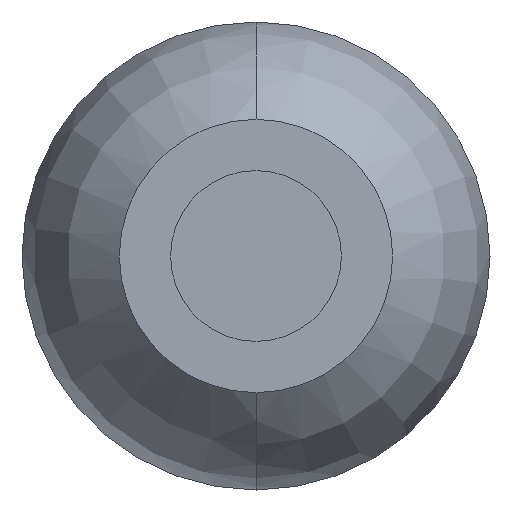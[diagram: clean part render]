
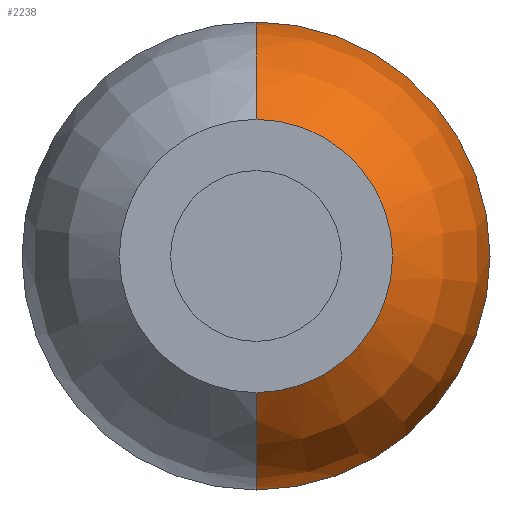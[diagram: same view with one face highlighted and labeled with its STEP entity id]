
A CAD part, front view. The second image highlights one B-rep face of the part: STEP entity #2238.
In plain terms, the highlighted toroidal (fillet/blend) face has major radius 0.035 mm and minor radius 0.65 mm.
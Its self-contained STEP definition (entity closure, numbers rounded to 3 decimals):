
#1 = EDGE_LOOP ( 'NONE', ( #711, #3503, #1096, #2887 ) ) ;
#34 = CARTESIAN_POINT ( 'NONE',  ( 0., -25.018, 0. ) ) ;
#106 = CIRCLE ( 'NONE', #734, 0.685 ) ;
#330 = AXIS2_PLACEMENT_3D ( 'NONE', #354, #2536, #998 ) ;
#354 = CARTESIAN_POINT ( 'NONE',  ( 0., -24.48, 0.035 ) ) ;
#393 = TOROIDAL_SURFACE ( 'NONE', #3282, 0.035, 0.65 ) ;
#488 = AXIS2_PLACEMENT_3D ( 'NONE', #34, #2848, #1941 ) ;
#711 = ORIENTED_EDGE ( 'NONE', *, *, #845, .T. ) ;
#734 = AXIS2_PLACEMENT_3D ( 'NONE', #2806, #2551, #3425 ) ;
#845 = EDGE_CURVE ( 'Defeature ausgef�hrt1_1+Defeature ausgef�hrt1_36+Defeature ausgef�hrt1_36+Defeature ausgef�hrt1_36', #2079, #3942, #3505, .T. ) ;
#998 = DIRECTION ( 'NONE',  ( 0., 0., 1. ) ) ;
#1096 = ORIENTED_EDGE ( 'NONE', *, *, #2423, .F. ) ;
#1169 = CARTESIAN_POINT ( 'NONE',  ( 0., -24.48, -0.035 ) ) ;
#1227 = FACE_OUTER_BOUND ( 'NONE', #1, .T. ) ;
#1272 = EDGE_CURVE ( 'NONE', #2079, #1720, #3262, .T. ) ;
#1449 = EDGE_CURVE ( 'NONE', #3942, #2513, #1827, .T. ) ;
#1649 = CARTESIAN_POINT ( 'NONE',  ( 0., -24.48, 0.685 ) ) ;
#1720 = VERTEX_POINT ( 'NONE', #1649 ) ;
#1827 = CIRCLE ( 'NONE', #1926, 0.65 ) ;
#1926 = AXIS2_PLACEMENT_3D ( 'NONE', #1169, #2089, #2473 ) ;
#1941 = DIRECTION ( 'NONE',  ( 0., 0., 1. ) ) ;
#2079 = VERTEX_POINT ( 'NONE', #3250 ) ;
#2089 = DIRECTION ( 'NONE',  ( 1., 0., 0. ) ) ;
#2238 = ADVANCED_FACE ( 'Defeature ausgef�hrt1_1', ( #1227 ), #393, .T. ) ;
#2391 = CARTESIAN_POINT ( 'NONE',  ( 0., -24.48, 0. ) ) ;
#2423 = EDGE_CURVE ( 'Defeature ausgef�hrt1_2+Defeature ausgef�hrt1_1+Defeature ausgef�hrt1_1+Defeature ausgef�hrt1_1', #1720, #2513, #106, .T. ) ;
#2473 = DIRECTION ( 'NONE',  ( 0., 0., -1. ) ) ;
#2513 = VERTEX_POINT ( 'NONE', #2540 ) ;
#2536 = DIRECTION ( 'NONE',  ( -1., 0., 0. ) ) ;
#2540 = CARTESIAN_POINT ( 'NONE',  ( 0., -24.48, -0.685 ) ) ;
#2551 = DIRECTION ( 'NONE',  ( 0., 1., 0. ) ) ;
#2682 = DIRECTION ( 'NONE',  ( 0., 0., 1. ) ) ;
#2806 = CARTESIAN_POINT ( 'NONE',  ( 0., -24.48, 0. ) ) ;
#2848 = DIRECTION ( 'NONE',  ( 0., 1., 0. ) ) ;
#2887 = ORIENTED_EDGE ( 'NONE', *, *, #1272, .F. ) ;
#2943 = CARTESIAN_POINT ( 'NONE',  ( 0., -25.018, -0.4 ) ) ;
#3250 = CARTESIAN_POINT ( 'NONE',  ( 0., -25.018, 0.4 ) ) ;
#3262 = CIRCLE ( 'NONE', #330, 0.65 ) ;
#3277 = DIRECTION ( 'NONE',  ( 0., 1., 0. ) ) ;
#3282 = AXIS2_PLACEMENT_3D ( 'NONE', #2391, #3277, #2682 ) ;
#3425 = DIRECTION ( 'NONE',  ( 0., 0., 1. ) ) ;
#3503 = ORIENTED_EDGE ( 'NONE', *, *, #1449, .T. ) ;
#3505 = CIRCLE ( 'NONE', #488, 0.4 ) ;
#3942 = VERTEX_POINT ( 'NONE', #2943 ) ;
